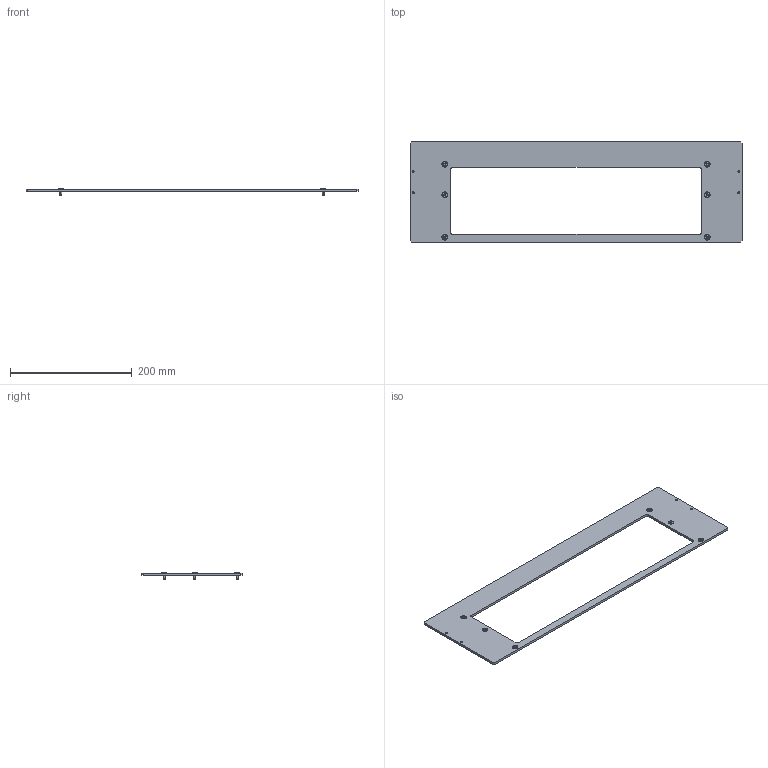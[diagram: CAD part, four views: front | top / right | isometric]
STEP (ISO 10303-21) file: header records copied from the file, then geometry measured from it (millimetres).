
FILE_DESCRIPTION (( 'STEP AP214' ), '1' );
FILE_NAME ('INGUN_114999.STEP', '2024-05-17T09:27:44', ( '' ), ( '' ), 'SwSTEP 2.0', 'SolidWorks 2021', '' );
FILE_SCHEMA (( 'AUTOMOTIVE_DESIGN' ));
Length unit declared in the file: millimetre
Products named in the file (3): DIN7991~n_M04,0x010; 114998~1_S; INGUN_114999
Assembly tree (7 placements, depth 2):
  INGUN_114999
    114998~1_S
    DIN7991~n_M04,0x010  x6
Bounding box: 546 x 165 x 10 mm (x, y, z)
Volume: 179294.1 mm3; surface area: 101039.6 mm2
Topology: 7 solids, 7 shells, 218 faces, 546 edges, 348 vertices
Faces by surface type: cylinder 150, cone 36, plane 32
Entity records: 2687 total; most frequent: DIRECTION 481, CARTESIAN_POINT 417, ORIENTED_EDGE 402, EDGE_CURVE 201, AXIS2_PLACEMENT_3D 192, VERTEX_POINT 128, CIRCLE 104, EDGE_LOOP 101
